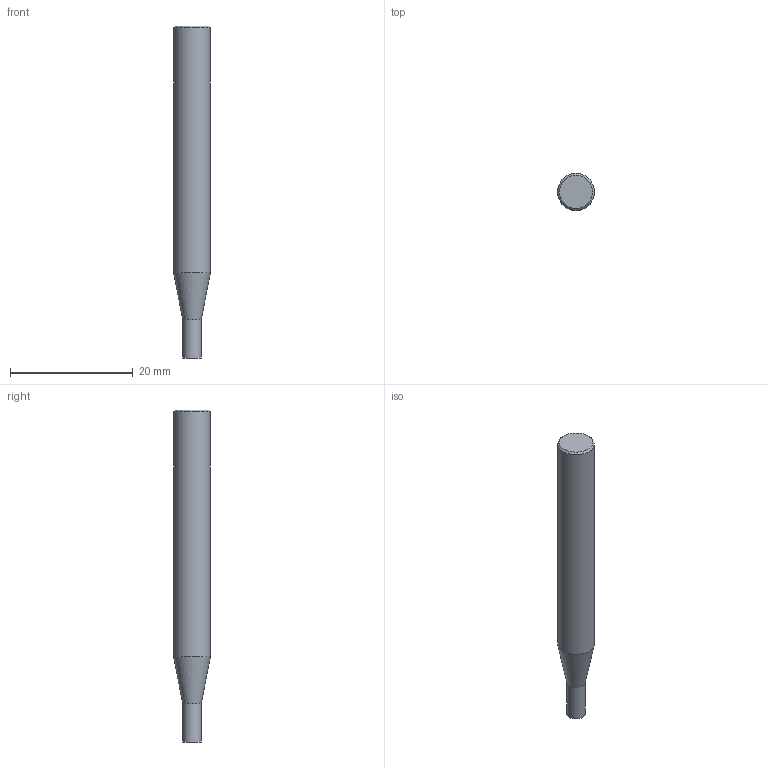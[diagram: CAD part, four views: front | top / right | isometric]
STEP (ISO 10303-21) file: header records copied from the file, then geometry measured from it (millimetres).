
FILE_DESCRIPTION(('STEP'), '1');
FILE_NAME('R217.13-030070AC6H 1630.stp', '2018-03-13T14:11:37', ('TDM Systems GmbH'), ('TDM Systems GmbH'), 'HarmonyWare STEP v2.0.6.4 Express v2.2.0.0', 'TDM', 'Unknown');
FILE_SCHEMA(('AUTOMOTIVE_DESIGN'));
Length unit declared in the file: millimetre
Products named in the file (1): NONE
Bounding box: 6 x 6 x 54 mm (x, y, z)
Volume: 1303.2 mm3; surface area: 1036.7 mm2
Topology: 2 solids, 2 shells, 11 faces, 20 edges, 19 vertices
Faces by surface type: bspline 6, plane 5
Entity records: 417 total; most frequent: CARTESIAN_POINT 155, DIRECTION 46, ORIENTED_EDGE 32, AXIS2_PLACEMENT_3D 18, EDGE_CURVE 16, EDGE_LOOP 14, ADVANCED_FACE 11, FACE_OUTER_BOUND 11
